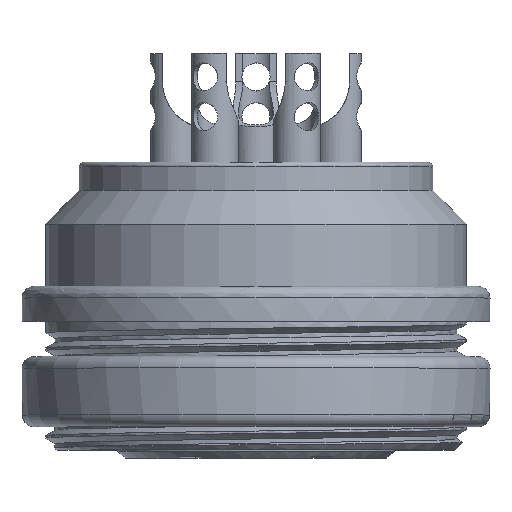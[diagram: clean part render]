
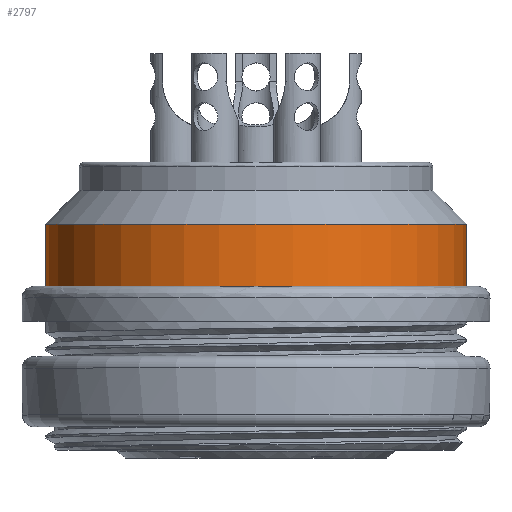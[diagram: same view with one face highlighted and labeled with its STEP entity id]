
A CAD part, top view. The second image highlights one B-rep face of the part: STEP entity #2797.
In plain terms, the highlighted cylindrical face has radius 9 mm (diameter 18 mm), a full revolution.
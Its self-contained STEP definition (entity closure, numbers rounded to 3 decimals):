
#1620=FACE_BOUND('',#3436,.T.);
#1621=FACE_BOUND('',#3437,.T.);
#2797=ADVANCED_FACE('',(#1620,#1621),#3071,.T.);
#3071=CYLINDRICAL_SURFACE('',#7271,9.);
#3436=EDGE_LOOP('',(#4134));
#3437=EDGE_LOOP('',(#4135));
#3805=CIRCLE('',#7268,9.);
#3806=CIRCLE('',#7270,9.);
#4134=ORIENTED_EDGE('',*,*,#6281,.T.);
#4135=ORIENTED_EDGE('',*,*,#6282,.F.);
#5674=VERTEX_POINT('',#10817);
#5675=VERTEX_POINT('',#10820);
#6281=EDGE_CURVE('',#5674,#5674,#3805,.T.);
#6282=EDGE_CURVE('',#5675,#5675,#3806,.T.);
#7268=AXIS2_PLACEMENT_3D('',#10816,#7796,#7797);
#7270=AXIS2_PLACEMENT_3D('',#10819,#7800,#7801);
#7271=AXIS2_PLACEMENT_3D('',#10821,#7802,#7803);
#7796=DIRECTION('',(0.,-1.,0.));
#7797=DIRECTION('',(0.,0.,-1.));
#7800=DIRECTION('',(0.,-1.,0.));
#7801=DIRECTION('',(0.,0.,-1.));
#7802=DIRECTION('',(0.,1.,0.));
#7803=DIRECTION('',(0.,0.,-1.));
#10816=CARTESIAN_POINT('',(0.,9.65,0.));
#10817=CARTESIAN_POINT('',(0.,9.65,-9.));
#10819=CARTESIAN_POINT('',(0.,7.,0.));
#10820=CARTESIAN_POINT('',(0.,7.,-9.));
#10821=CARTESIAN_POINT('',(0.,7.,0.));
